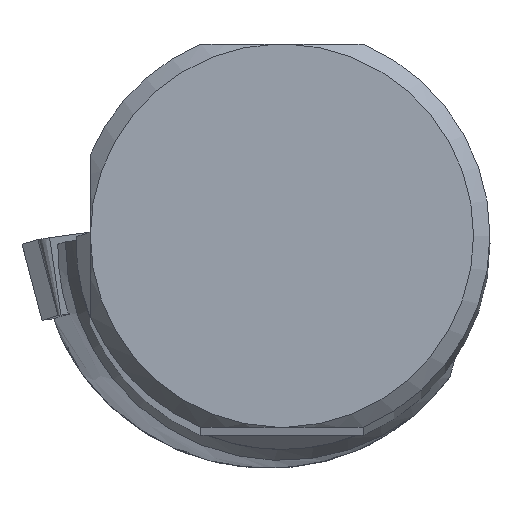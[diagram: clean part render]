
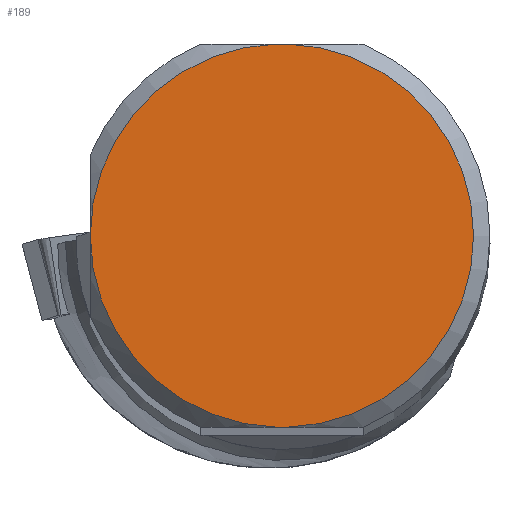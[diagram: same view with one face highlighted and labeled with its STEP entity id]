
A CAD part, top view. The second image highlights one B-rep face of the part: STEP entity #189.
In plain terms, the highlighted planar face has unit normal (0, 0, 1).
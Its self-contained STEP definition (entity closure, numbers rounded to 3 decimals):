
#148=FACE_OUTER_BOUND('',#372,.T.);
#189=ADVANCED_FACE('',(#148),#215,.T.);
#215=PLANE('',#980);
#258=LINE('',#1590,#304);
#259=LINE('',#1592,#305);
#304=VECTOR('',#1168,1.);
#305=VECTOR('',#1169,1.);
#372=EDGE_LOOP('',(#527,#528,#529,#530));
#527=ORIENTED_EDGE('',*,*,#773,.F.);
#528=ORIENTED_EDGE('',*,*,#768,.T.);
#529=ORIENTED_EDGE('',*,*,#774,.F.);
#530=ORIENTED_EDGE('',*,*,#775,.T.);
#674=VERTEX_POINT('',#1568);
#676=VERTEX_POINT('',#1575);
#677=VERTEX_POINT('',#1591);
#678=VERTEX_POINT('',#1593);
#768=EDGE_CURVE('',#674,#676,#822,.T.);
#773=EDGE_CURVE('',#674,#677,#258,.T.);
#774=EDGE_CURVE('',#678,#676,#259,.T.);
#775=EDGE_CURVE('',#678,#677,#823,.T.);
#822=CIRCLE('',#975,5.843);
#823=CIRCLE('',#979,5.843);
#975=AXIS2_PLACEMENT_3D('',#1576,#1158,#1159);
#979=AXIS2_PLACEMENT_3D('',#1594,#1170,#1171);
#980=AXIS2_PLACEMENT_3D('',#1595,#1172,#1173);
#1158=DIRECTION('',(0.,0.,1.));
#1159=DIRECTION('',(1.,0.,0.));
#1168=DIRECTION('',(-1.,0.,0.));
#1169=DIRECTION('',(1.,0.,0.));
#1170=DIRECTION('',(0.,0.,1.));
#1171=DIRECTION('',(1.,0.,0.));
#1172=DIRECTION('',(0.,0.,1.));
#1173=DIRECTION('',(1.,0.,0.));
#1568=CARTESIAN_POINT('',(0.171,-5.84,0.));
#1575=CARTESIAN_POINT('',(0.171,5.84,0.));
#1576=CARTESIAN_POINT('',(0.,0.,0.));
#1590=CARTESIAN_POINT('',(6.838,-5.84,0.));
#1591=CARTESIAN_POINT('',(-0.171,-5.84,0.));
#1592=CARTESIAN_POINT('',(-5.848,5.84,0.));
#1593=CARTESIAN_POINT('',(-0.171,5.84,0.));
#1594=CARTESIAN_POINT('',(0.,0.,0.));
#1595=CARTESIAN_POINT('',(0.,0.,
0.));
